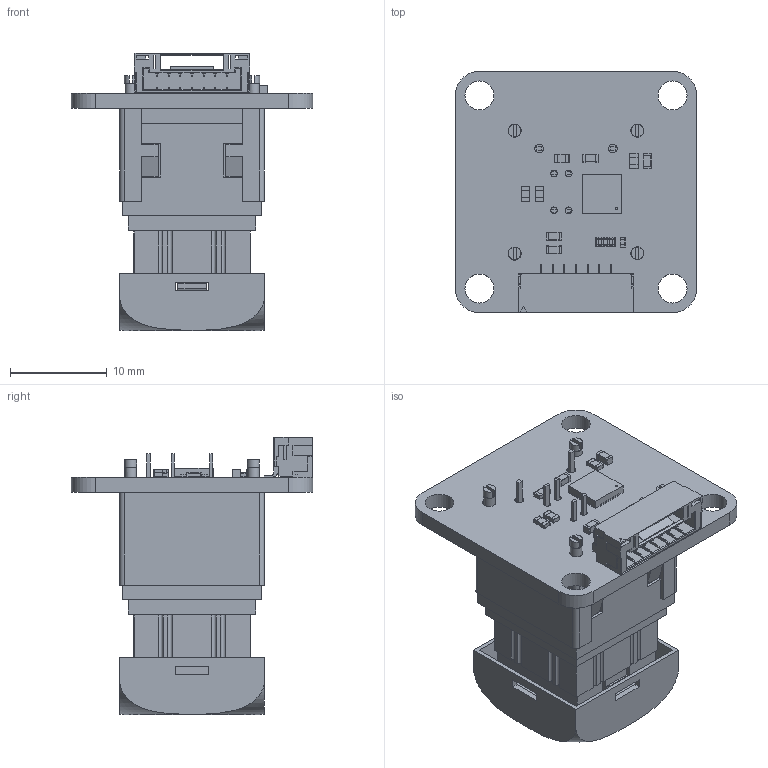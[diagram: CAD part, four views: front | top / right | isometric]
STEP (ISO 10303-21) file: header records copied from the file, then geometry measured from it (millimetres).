
FILE_DESCRIPTION(('FreeCAD Model'),'2;1');
FILE_NAME('rgb-button-bricklet.step','2017-11-06T09:23:33',('kicad StepUp'),('ksu MCAD'), 'Open CASCADE STEP processor 6.8','FreeCAD','Unknown');
FILE_SCHEMA(('AUTOMOTIVE_DESIGN_CC2 { 1 2 10303 214 -1 1 5 4 }'));
Length unit declared in the file: millimetre
Products named in the file (14): Pcb; R_0603_; 7Pin_Stecker_; QFN-24_4x4mm_Pitch0.5mm_; C_0402_; C_0603_; R_0603_001; R_0603_002; R_0603_003; Cut_; C_0603_001; C_0603_002; C_0603_003; RGB_SWITCH_AD002_
Bounding box: 25 x 25 x 28.7 mm (x, y, z)
Volume: 2966.4 mm3; surface area: 6326 mm2
Topology: 15 solids, 15 shells, 1381 faces, 3938 edges, 2568 vertices
Faces by surface type: plane 1189, cylinder 186, bspline 4, torus 1, sphere 1
Full cylindrical faces by diameter (mm): 0.7 x4, 0.9 x2, 1.2 x4, 1.35 x4, 1.5 x2, 3 x4
Entity records: 51063 total; most frequent: CARTESIAN_POINT 8173, ORIENTED_EDGE 7874, DIRECTION 7081, EDGE_CURVE 3937, LINE 3491, VECTOR 3491, VERTEX_POINT 2568, AXIS2_PLACEMENT_3D 1795
